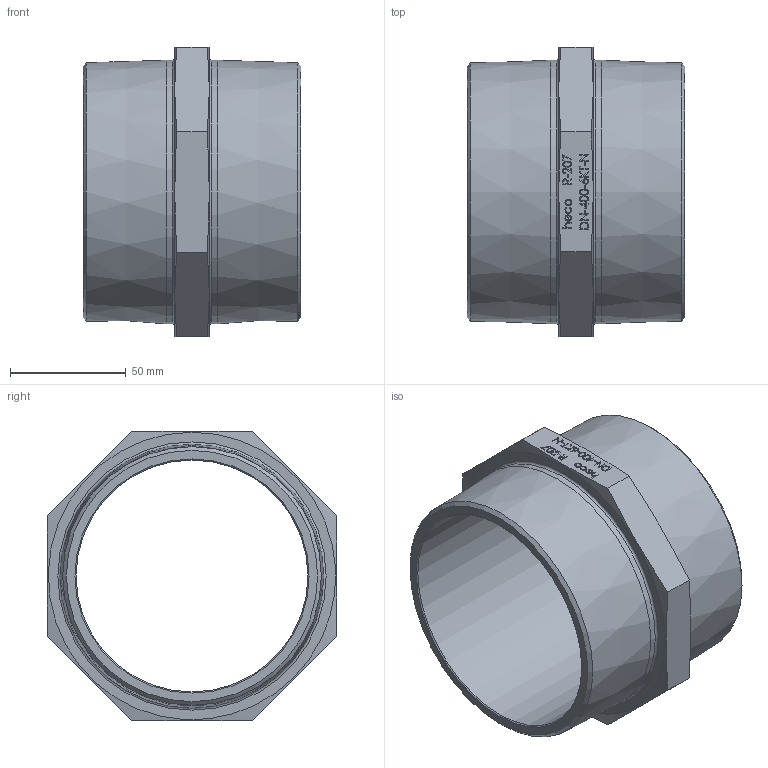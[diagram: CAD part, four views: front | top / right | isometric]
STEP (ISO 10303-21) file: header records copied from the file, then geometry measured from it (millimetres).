
FILE_DESCRIPTION (( 'STEP AP214' ), '1' );
FILE_NAME ('DN-400-6KT-N R-207 2011.STEP', '2020-11-02T11:59:30', ( '' ), ( '' ), 'SwSTEP 2.0', 'SolidWorks 2019', '' );
FILE_SCHEMA (( 'AUTOMOTIVE_DESIGN' ));
Length unit declared in the file: millimetre
Products named in the file (1): DN-400-6KT-N R-207 2011
Bounding box: 94 x 125 x 125.01 mm (x, y, z)
Volume: 242300.5 mm3; surface area: 71721.1 mm2
Topology: 1 solids, 1 shells, 257 faces, 665 edges, 442 vertices
Faces by surface type: plane 155, bspline 89, cone 8, cylinder 3, torus 2
Full cylindrical faces by diameter (mm): 100 x1, 113.68 x2
Entity records: 15593 total; most frequent: CARTESIAN_POINT 7533, ORIENTED_EDGE 1292, DIRECTION 806, EDGE_CURVE 646, VECTOR 436, LINE 436, VERTEX_POINT 436, EDGE_LOOP 304
